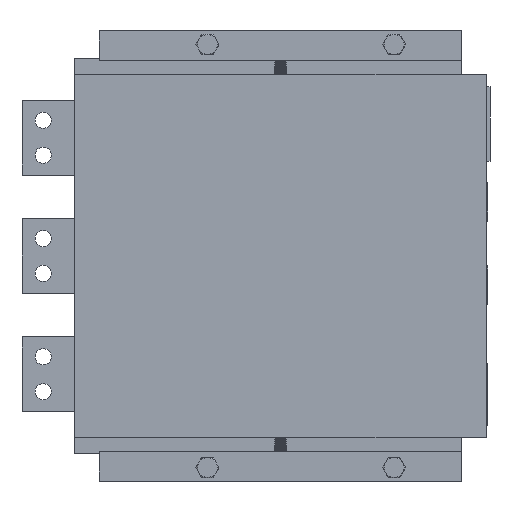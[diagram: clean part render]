
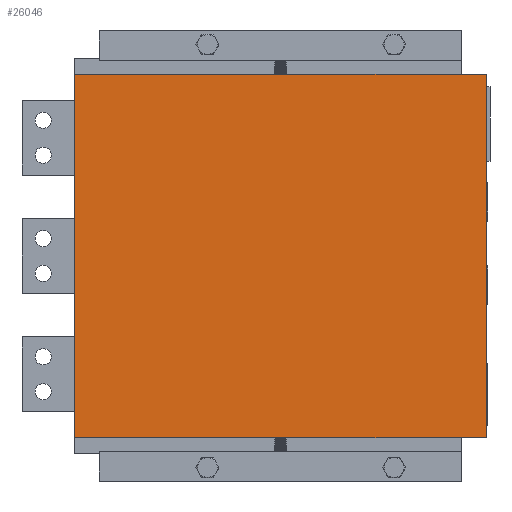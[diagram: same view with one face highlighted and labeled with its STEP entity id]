
A CAD part, front view. The second image highlights one B-rep face of the part: STEP entity #26046.
In plain terms, the highlighted planar face has unit normal (0, -1, 0).
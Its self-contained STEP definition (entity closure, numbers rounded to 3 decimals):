
#439 = VECTOR ( 'NONE', #22865, 1000. ) ;
#1878 = ORIENTED_EDGE ( 'NONE', *, *, #15670, .F. ) ;
#2309 = EDGE_CURVE ( 'NONE', #10503, #15261, #25556, .T. ) ;
#2625 = CARTESIAN_POINT ( 'NONE',  ( 331., -183.5, -146. ) ) ;
#4238 = CARTESIAN_POINT ( 'NONE',  ( 291., -183.5, -159. ) ) ;
#5945 = AXIS2_PLACEMENT_3D ( 'NONE', #4238, #6758, #17274 ) ;
#6198 = LINE ( 'NONE', #10646, #31832 ) ;
#6758 = DIRECTION ( 'NONE',  ( 0., 1., 0. ) ) ;
#6881 = LINE ( 'NONE', #14619, #28121 ) ;
#7005 = VERTEX_POINT ( 'NONE', #14363 ) ;
#7110 = CARTESIAN_POINT ( 'NONE',  ( 0., -183.5, -146. ) ) ;
#7976 = ORIENTED_EDGE ( 'NONE', *, *, #2309, .T. ) ;
#9220 = CARTESIAN_POINT ( 'NONE',  ( 331., -183.5, 146. ) ) ;
#9268 = DIRECTION ( 'NONE',  ( 0., 0., -1. ) ) ;
#10004 = FACE_OUTER_BOUND ( 'NONE', #22783, .T. ) ;
#10503 = VERTEX_POINT ( 'NONE', #9220 ) ;
#10646 = CARTESIAN_POINT ( 'NONE',  ( 0., -183.5, -159. ) ) ;
#14151 = LINE ( 'NONE', #2625, #439 ) ;
#14363 = CARTESIAN_POINT ( 'NONE',  ( 331., -183.5, -146. ) ) ;
#14619 = CARTESIAN_POINT ( 'NONE',  ( 331., -183.5, -146. ) ) ;
#15261 = VERTEX_POINT ( 'NONE', #20540 ) ;
#15670 = EDGE_CURVE ( 'NONE', #7005, #21152, #14151, .T. ) ;
#17274 = DIRECTION ( 'NONE',  ( 0., 0., 1. ) ) ;
#19348 = DIRECTION ( 'NONE',  ( -1., 0., 0. ) ) ;
#19625 = ORIENTED_EDGE ( 'NONE', *, *, #24450, .F. ) ;
#20065 = PLANE ( 'NONE',  #5945 ) ;
#20167 = ORIENTED_EDGE ( 'NONE', *, *, #28086, .T. ) ;
#20540 = CARTESIAN_POINT ( 'NONE',  ( 0., -183.5, 146. ) ) ;
#21152 = VERTEX_POINT ( 'NONE', #7110 ) ;
#22269 = CARTESIAN_POINT ( 'NONE',  ( 331., -183.5, 146. ) ) ;
#22783 = EDGE_LOOP ( 'NONE', ( #20167, #1878, #19625, #7976 ) ) ;
#22865 = DIRECTION ( 'NONE',  ( -1., 0., 0. ) ) ;
#23127 = VECTOR ( 'NONE', #19348, 1000. ) ;
#24450 = EDGE_CURVE ( 'NONE', #10503, #7005, #6881, .T. ) ;
#25556 = LINE ( 'NONE', #22269, #23127 ) ;
#26046 = ADVANCED_FACE ( 'NONE', ( #10004 ), #20065, .F. ) ;
#28086 = EDGE_CURVE ( 'NONE', #15261, #21152, #6198, .T. ) ;
#28121 = VECTOR ( 'NONE', #9268, 1000. ) ;
#28323 = DIRECTION ( 'NONE',  ( 0., 0., -1. ) ) ;
#31832 = VECTOR ( 'NONE', #28323, 1000. ) ;
